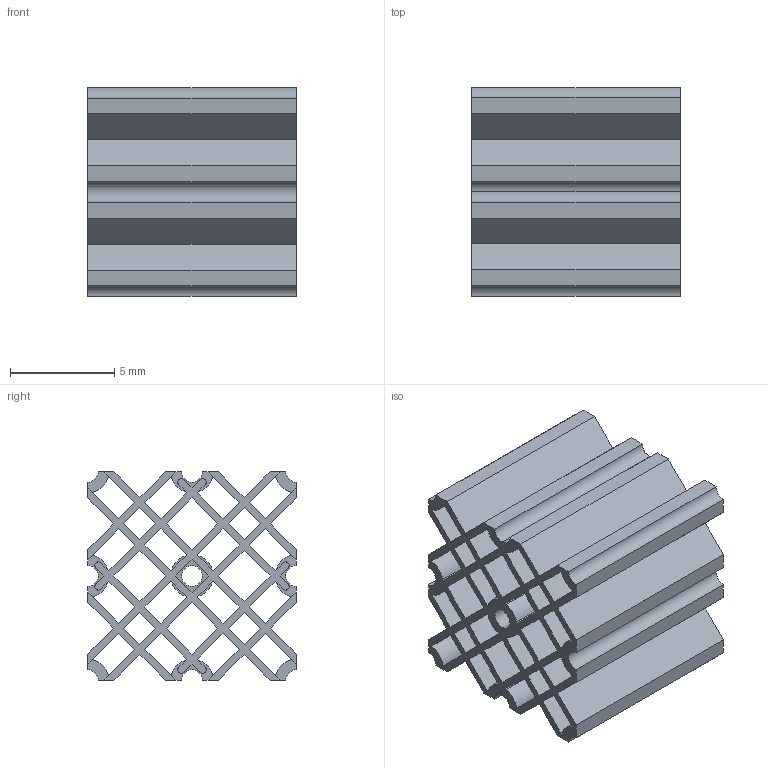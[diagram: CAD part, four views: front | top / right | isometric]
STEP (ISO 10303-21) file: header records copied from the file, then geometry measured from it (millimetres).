
FILE_DESCRIPTION(('Open CASCADE Model'),'2;1');
FILE_NAME('Open CASCADE Shape Model','2025-05-15T09:46:30',('Author'),( 'Open CASCADE'),'Open CASCADE STEP processor 7.8','Open CASCADE 7.8' ,'Unknown');
FILE_SCHEMA(('AUTOMOTIVE_DESIGN { 1 0 10303 214 1 1 1 1 }'));
Length unit declared in the file: millimetre
Products named in the file (1): Open CASCADE STEP translator 7.8 1
Bounding box: 10 x 10 x 10 mm (x, y, z)
Volume: 380.8 mm3; surface area: 1984.2 mm2
Topology: 1 solids, 1 shells, 182 faces, 606 edges, 404 vertices
Faces by surface type: plane 156, cylinder 26
Full cylindrical faces by diameter (mm): 1 x1
Entity records: 14372 total; most frequent: CARTESIAN_POINT 2893, DIRECTION 1940, LINE 1322, VECTOR 1322, ORIENTED_EDGE 1212, PCURVE 1212, DEFINITIONAL_REPRESENTATION 1212, EDGE_CURVE 606
